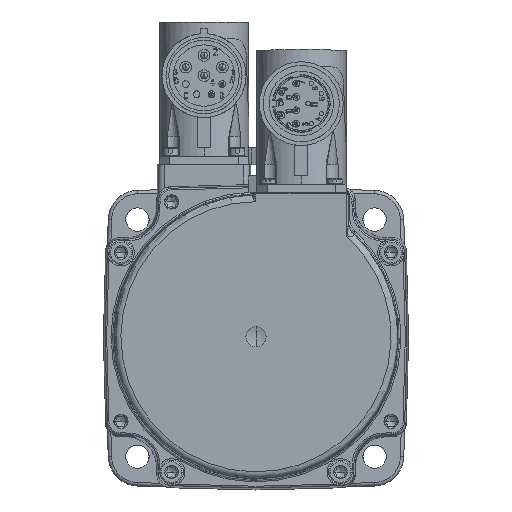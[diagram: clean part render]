
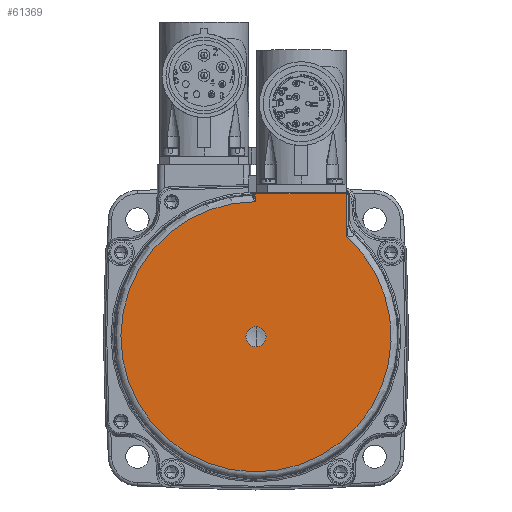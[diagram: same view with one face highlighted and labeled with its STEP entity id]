
A CAD part, top view. The second image highlights one B-rep face of the part: STEP entity #61369.
In plain terms, the highlighted planar face has unit normal (0, 0, 1).
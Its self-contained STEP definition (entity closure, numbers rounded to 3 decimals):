
#10880=DIRECTION('',(1.,0.,0.));
#10881=VECTOR('',#10880,27.1);
#10882=CARTESIAN_POINT('',(-0.1,42.6,121.6));
#10883=LINE('',#10882,#10881);
#10908=CARTESIAN_POINT('',(27.,42.5,121.6));
#10909=DIRECTION('',(0.,0.,-1.));
#10910=DIRECTION('',(0.,1.,0.));
#10911=AXIS2_PLACEMENT_3D('',#10908,#10909,#10910);
#10918=DIRECTION('',(0.,-1.,0.));
#10919=VECTOR('',#10918,12.693);
#10920=CARTESIAN_POINT('',(27.1,42.5,121.6));
#10921=LINE('',#10920,#10919);
#10941=CARTESIAN_POINT('',(27.1,29.807,121.6));
#11006=CARTESIAN_POINT('',(0.,0.,121.6));
#11007=DIRECTION('',(0.,0.,1.));
#11008=DIRECTION('',(-0.002,1.,0.));
#11009=AXIS2_PLACEMENT_3D('',#11006,#11007,#11008);
#11048=DIRECTION('',(0.,1.,0.));
#11049=VECTOR('',#11048,2.316);
#11050=CARTESIAN_POINT('',(-0.1,40.284,121.6));
#11051=LINE('',#11050,#11049);
#11052=CARTESIAN_POINT('',(-0.1,40.284,121.6));
#11085=CARTESIAN_POINT('',(0.,0.,121.6));
#11086=DIRECTION('',(0.,0.,-1.));
#11087=DIRECTION('',(0.,1.,0.));
#11088=AXIS2_PLACEMENT_3D('',#11085,#11086,#11087);
#11090=CARTESIAN_POINT('',(0.,0.,121.6));
#11091=DIRECTION('',(0.,0.,-1.));
#11092=DIRECTION('',(0.,-1.,0.));
#11093=AXIS2_PLACEMENT_3D('',#11090,#11091,#11092);
#46092=CARTESIAN_POINT('',(-0.1,42.6,121.6));
#46093=CARTESIAN_POINT('',(27.,42.6,121.6));
#46094=VERTEX_POINT('',#46092);
#46095=VERTEX_POINT('',#46093);
#46098=VERTEX_POINT('',#10941);
#46104=CARTESIAN_POINT('',(27.1,42.5,121.6));
#46105=VERTEX_POINT('',#46104);
#46241=VERTEX_POINT('',#11052);
#46318=CARTESIAN_POINT('',(0.,3.,121.6));
#46319=CARTESIAN_POINT('',(0.,-3.,121.6));
#46320=VERTEX_POINT('',#46318);
#46321=VERTEX_POINT('',#46319);
#61351=CARTESIAN_POINT('',(0.,0.,121.6));
#61352=DIRECTION('',(0.,0.,1.));
#61353=DIRECTION('',(0.,-1.,0.));
#61354=AXIS2_PLACEMENT_3D('',#61351,#61352,#61353);
#61355=PLANE('',#61354);
#61356=ORIENTED_EDGE('',*,*,#61279,.T.);
#61357=ORIENTED_EDGE('',*,*,#61076,.T.);
#61358=ORIENTED_EDGE('',*,*,#61102,.T.);
#61359=ORIENTED_EDGE('',*,*,#61115,.T.);
#61360=ORIENTED_EDGE('',*,*,#61213,.F.);
#61361=EDGE_LOOP('',(#61356,#61357,#61358,#61359,#61360));
#61362=FACE_OUTER_BOUND('',#61361,.F.);
#61364=ORIENTED_EDGE('',*,*,#61363,.F.);
#61366=ORIENTED_EDGE('',*,*,#61365,.F.);
#61367=EDGE_LOOP('',(#61364,#61366));
#61368=FACE_BOUND('',#61367,.F.);
#61369=ADVANCED_FACE('',(#61362,#61368),#61355,.T.);
#10912=CIRCLE('',#10911,0.1);
#11010=CIRCLE('',#11009,40.285);
#11089=CIRCLE('',#11088,3.);
#11094=CIRCLE('',#11093,3.);
#61076=EDGE_CURVE('',#46094,#46095,#10883,.T.);
#61102=EDGE_CURVE('',#46095,#46105,#10912,.T.);
#61115=EDGE_CURVE('',#46105,#46098,#10921,.T.);
#61213=EDGE_CURVE('',#46241,#46098,#11010,.T.);
#61279=EDGE_CURVE('',#46241,#46094,#11051,.T.);
#61363=EDGE_CURVE('',#46320,#46321,#11089,.T.);
#61365=EDGE_CURVE('',#46321,#46320,#11094,.T.);
